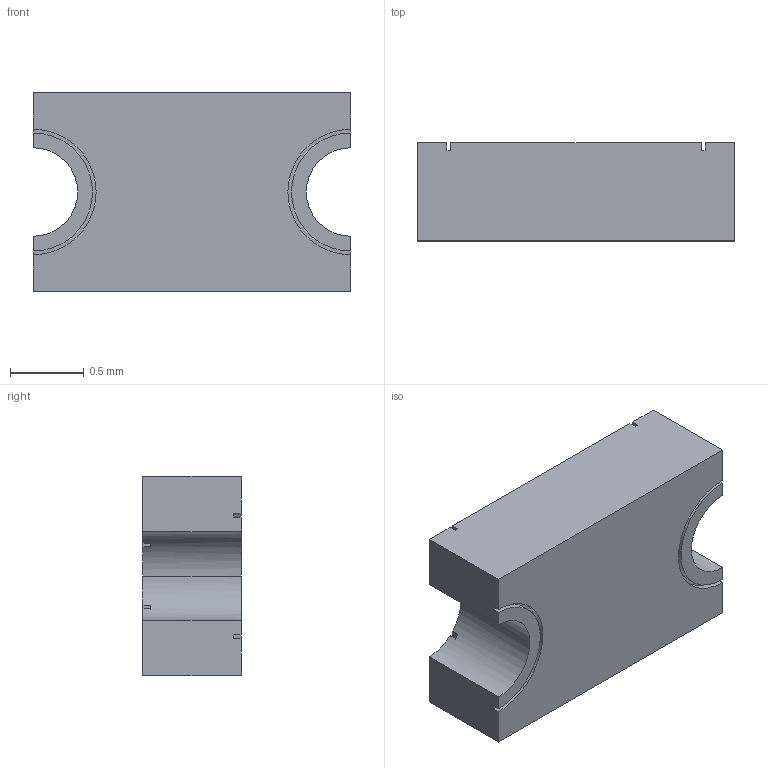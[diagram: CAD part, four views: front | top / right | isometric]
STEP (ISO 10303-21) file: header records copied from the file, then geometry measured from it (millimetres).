
FILE_DESCRIPTION(('STEP AP242'),'1');
FILE_NAME('mf-psmf010x-2.stp','2018-11-20T13:54:18',('TraceParts'),('TraceParts S.A.'),'Spatial InterOp 3D',' ',' ');
FILE_SCHEMA(('AP242_MANAGED_MODEL_BASED_3D_ENGINEERING_MIM_LF {1 0 10303 442 1 1 4}'));
Length unit declared in the file: millimetre
Products named in the file (1): mf-psmf010x-2
Bounding box: 2.15 x 0.67 x 1.35 mm (x, y, z)
Volume: 1.7 mm3; surface area: 10.8 mm2
Topology: 1 solids, 1 shells, 40 faces, 114 edges, 76 vertices
Faces by surface type: plane 28, cylinder 12
Entity records: 1325 total; most frequent: CARTESIAN_POINT 231, DIRECTION 228, ORIENTED_EDGE 228, EDGE_CURVE 114, LINE 82, VECTOR 82, VERTEX_POINT 76, AXIS2_PLACEMENT_3D 73
